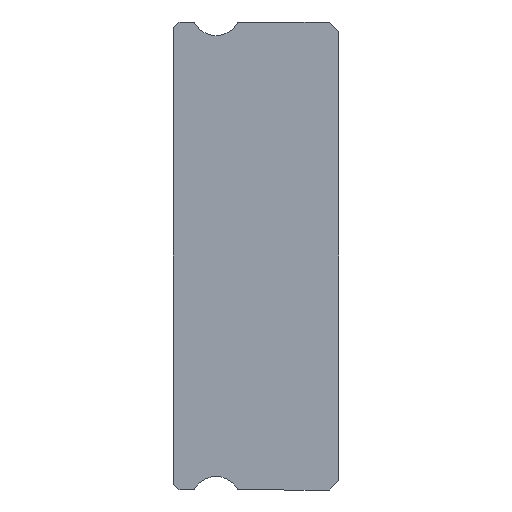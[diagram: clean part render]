
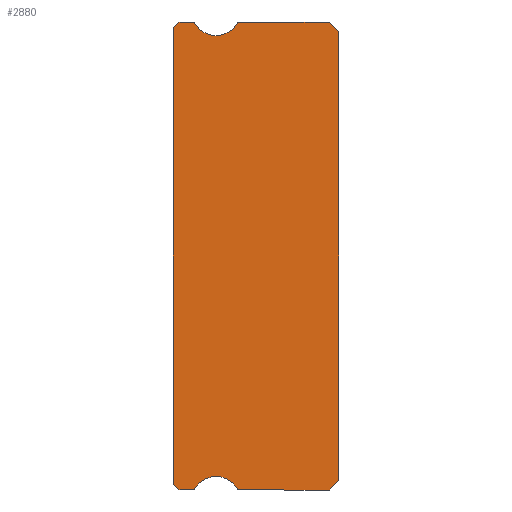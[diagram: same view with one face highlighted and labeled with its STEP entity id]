
A CAD part, left-side view. The second image highlights one B-rep face of the part: STEP entity #2880.
In plain terms, the highlighted planar face has unit normal (-1, 0, 0).
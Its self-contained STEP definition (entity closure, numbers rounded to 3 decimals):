
#8 = DIRECTION ( 'NONE',  ( 1., 0., 0. ) ) ;
#15 = ORIENTED_EDGE ( 'NONE', *, *, #4492, .F. ) ;
#94 = DIRECTION ( 'NONE',  ( 0., 0., 1. ) ) ;
#109 = CARTESIAN_POINT ( 'NONE',  ( -10., 5.217, -11.925 ) ) ;
#145 = DIRECTION ( 'NONE',  ( 0., 0., -1. ) ) ;
#158 = EDGE_CURVE ( 'NONE', #4469, #4675, #1971, .T. ) ;
#159 = ORIENTED_EDGE ( 'NONE', *, *, #2450, .F. ) ;
#211 = CARTESIAN_POINT ( 'NONE',  ( -10., 8.5, -11.7 ) ) ;
#223 = CARTESIAN_POINT ( 'NONE',  ( -10., 7.512, 11.85 ) ) ;
#244 = CIRCLE ( 'NONE', #2951, 0.15 ) ;
#282 = EDGE_CURVE ( 'NONE', #2111, #3049, #3470, .T. ) ;
#311 = EDGE_CURVE ( 'NONE', #2175, #4467, #934, .T. ) ;
#318 = VECTOR ( 'NONE', #3490, 1000. ) ;
#348 = ORIENTED_EDGE ( 'NONE', *, *, #4658, .T. ) ;
#407 = CARTESIAN_POINT ( 'NONE',  ( -10., 8.5, 11.7 ) ) ;
#464 = CARTESIAN_POINT ( 'NONE',  ( -10., 0., 11.5 ) ) ;
#477 = CIRCLE ( 'NONE', #1452, 0.15 ) ;
#486 = DIRECTION ( 'NONE',  ( 1., 0., 0. ) ) ;
#510 = CIRCLE ( 'NONE', #3139, 1.25 ) ;
#600 = EDGE_CURVE ( 'NONE', #2966, #2111, #477, .T. ) ;
#607 = EDGE_CURVE ( 'NONE', #670, #2966, #3798, .T. ) ;
#670 = VERTEX_POINT ( 'NONE', #4408 ) ;
#672 = CARTESIAN_POINT ( 'NONE',  ( -10., 8.2, -12. ) ) ;
#694 = CARTESIAN_POINT ( 'NONE',  ( -10., 8.2, -12. ) ) ;
#710 = EDGE_CURVE ( 'NONE', #1347, #4096, #244, .T. ) ;
#728 = VERTEX_POINT ( 'NONE', #928 ) ;
#762 = LINE ( 'NONE', #2125, #3817 ) ;
#779 = VERTEX_POINT ( 'NONE', #3867 ) ;
#799 = VECTOR ( 'NONE', #4637, 1000. ) ;
#810 = DIRECTION ( 'NONE',  ( 0., 0., -1. ) ) ;
#878 = CARTESIAN_POINT ( 'NONE',  ( -10., 6.3, 12.55 ) ) ;
#887 = ORIENTED_EDGE ( 'NONE', *, *, #282, .F. ) ;
#910 = LINE ( 'NONE', #407, #3207 ) ;
#918 = VECTOR ( 'NONE', #1315, 1000. ) ;
#919 = ORIENTED_EDGE ( 'NONE', *, *, #1733, .F. ) ;
#928 = CARTESIAN_POINT ( 'NONE',  ( -10., 7.383, 11.925 ) ) ;
#934 = LINE ( 'NONE', #672, #918 ) ;
#980 = LINE ( 'NONE', #4250, #1911 ) ;
#1042 = AXIS2_PLACEMENT_3D ( 'NONE', #223, #3540, #3176 ) ;
#1098 = CARTESIAN_POINT ( 'NONE',  ( -10., 0.5, -12. ) ) ;
#1122 = ORIENTED_EDGE ( 'NONE', *, *, #2346, .T. ) ;
#1149 = LINE ( 'NONE', #2135, #2757 ) ;
#1273 = LINE ( 'NONE', #2989, #4565 ) ;
#1311 = CARTESIAN_POINT ( 'NONE',  ( -10., 7.512, -11.85 ) ) ;
#1315 = DIRECTION ( 'NONE',  ( 0., -0.707, -0.707 ) ) ;
#1347 = VERTEX_POINT ( 'NONE', #2918 ) ;
#1348 = LINE ( 'NONE', #3190, #799 ) ;
#1349 = CIRCLE ( 'NONE', #4672, 0.15 ) ;
#1380 = CARTESIAN_POINT ( 'NONE',  ( -10., 7.512, 12. ) ) ;
#1397 = AXIS2_PLACEMENT_3D ( 'NONE', #2151, #3615, #2197 ) ;
#1439 = EDGE_CURVE ( 'NONE', #2702, #4239, #1273, .T. ) ;
#1447 = DIRECTION ( 'NONE',  ( 0., 0., -1. ) ) ;
#1452 = AXIS2_PLACEMENT_3D ( 'NONE', #2309, #486, #810 ) ;
#1542 = VECTOR ( 'NONE', #94, 1000. ) ;
#1576 = EDGE_CURVE ( 'NONE', #2175, #779, #980, .T. ) ;
#1586 = CARTESIAN_POINT ( 'NONE',  ( -10., 5.088, -12. ) ) ;
#1658 = DIRECTION ( 'NONE',  ( 1., 0., 0. ) ) ;
#1682 = CARTESIAN_POINT ( 'NONE',  ( -10., 7.512, 11.85 ) ) ;
#1707 = CIRCLE ( 'NONE', #1397, 1.25 ) ;
#1733 = EDGE_CURVE ( 'NONE', #728, #670, #1707, .T. ) ;
#1773 = CARTESIAN_POINT ( 'NONE',  ( -10., 7.512, -12. ) ) ;
#1777 = CARTESIAN_POINT ( 'NONE',  ( -10., 5.217, 11.925 ) ) ;
#1782 = DIRECTION ( 'NONE',  ( 0., -0.707, -0.707 ) ) ;
#1806 = ORIENTED_EDGE ( 'NONE', *, *, #3371, .F. ) ;
#1884 = DIRECTION ( 'NONE',  ( 0., 0.707, -0.707 ) ) ;
#1911 = VECTOR ( 'NONE', #4301, 1000. ) ;
#1945 = LINE ( 'NONE', #464, #1542 ) ;
#1971 = LINE ( 'NONE', #2316, #4468 ) ;
#1977 = AXIS2_PLACEMENT_3D ( 'NONE', #878, #4432, #145 ) ;
#1995 = DIRECTION ( 'NONE',  ( 0., 1., 0. ) ) ;
#2069 = EDGE_CURVE ( 'NONE', #3056, #1347, #510, .T. ) ;
#2111 = VERTEX_POINT ( 'NONE', #4123 ) ;
#2125 = CARTESIAN_POINT ( 'NONE',  ( -10., 0.5, 12. ) ) ;
#2135 = CARTESIAN_POINT ( 'NONE',  ( -10., 0., -11.5 ) ) ;
#2151 = CARTESIAN_POINT ( 'NONE',  ( -10., 6.3, 12.55 ) ) ;
#2157 = ORIENTED_EDGE ( 'NONE', *, *, #607, .F. ) ;
#2161 = ORIENTED_EDGE ( 'NONE', *, *, #1576, .F. ) ;
#2175 = VERTEX_POINT ( 'NONE', #211 ) ;
#2197 = DIRECTION ( 'NONE',  ( 0., 0., -1. ) ) ;
#2224 = PLANE ( 'NONE',  #1042 ) ;
#2309 = CARTESIAN_POINT ( 'NONE',  ( -10., 5.088, 11.85 ) ) ;
#2316 = CARTESIAN_POINT ( 'NONE',  ( -10., 7.512, -12. ) ) ;
#2346 = EDGE_CURVE ( 'NONE', #4467, #4096, #1348, .T. ) ;
#2381 = DIRECTION ( 'NONE',  ( 1., 0., 0. ) ) ;
#2450 = EDGE_CURVE ( 'NONE', #2517, #4469, #1149, .T. ) ;
#2517 = VERTEX_POINT ( 'NONE', #2655 ) ;
#2560 = CARTESIAN_POINT ( 'NONE',  ( -10., 7.512, 12. ) ) ;
#2621 = CIRCLE ( 'NONE', #2848, 0.15 ) ;
#2655 = CARTESIAN_POINT ( 'NONE',  ( -10., 0., -11.5 ) ) ;
#2702 = VERTEX_POINT ( 'NONE', #2560 ) ;
#2757 = VECTOR ( 'NONE', #1884, 1000. ) ;
#2848 = AXIS2_PLACEMENT_3D ( 'NONE', #3252, #8, #1447 ) ;
#2880 = ADVANCED_FACE ( 'NONE', ( #3419 ), #2224, .F. ) ;
#2917 = ORIENTED_EDGE ( 'NONE', *, *, #2069, .F. ) ;
#2918 = CARTESIAN_POINT ( 'NONE',  ( -10., 7.383, -11.925 ) ) ;
#2943 = ORIENTED_EDGE ( 'NONE', *, *, #710, .F. ) ;
#2951 = AXIS2_PLACEMENT_3D ( 'NONE', #1311, #1658, #4177 ) ;
#2966 = VERTEX_POINT ( 'NONE', #1777 ) ;
#2989 = CARTESIAN_POINT ( 'NONE',  ( -10., 8.2, 12. ) ) ;
#2994 = CARTESIAN_POINT ( 'NONE',  ( -10., 0.5, 12. ) ) ;
#3011 = DIRECTION ( 'NONE',  ( 0., 0.707, -0.707 ) ) ;
#3037 = CARTESIAN_POINT ( 'NONE',  ( -10., 8.2, 12. ) ) ;
#3049 = VERTEX_POINT ( 'NONE', #2994 ) ;
#3056 = VERTEX_POINT ( 'NONE', #109 ) ;
#3139 = AXIS2_PLACEMENT_3D ( 'NONE', #4624, #3868, #4269 ) ;
#3176 = DIRECTION ( 'NONE',  ( 0., 0., -1. ) ) ;
#3190 = CARTESIAN_POINT ( 'NONE',  ( -10., 7.512, -12. ) ) ;
#3207 = VECTOR ( 'NONE', #3011, 1000. ) ;
#3252 = CARTESIAN_POINT ( 'NONE',  ( -10., 5.088, -11.85 ) ) ;
#3264 = ORIENTED_EDGE ( 'NONE', *, *, #158, .F. ) ;
#3361 = EDGE_LOOP ( 'NONE', ( #2161, #4037, #1122, #2943, #2917, #1806, #3264, #159, #348, #15, #887, #4365, #2157, #919, #3471, #4330, #3786 ) ) ;
#3371 = EDGE_CURVE ( 'NONE', #4675, #3056, #2621, .T. ) ;
#3419 = FACE_OUTER_BOUND ( 'NONE', #3361, .T. ) ;
#3447 = VERTEX_POINT ( 'NONE', #4407 ) ;
#3470 = LINE ( 'NONE', #1380, #318 ) ;
#3471 = ORIENTED_EDGE ( 'NONE', *, *, #3533, .F. ) ;
#3490 = DIRECTION ( 'NONE',  ( 0., -1., 0. ) ) ;
#3533 = EDGE_CURVE ( 'NONE', #2702, #728, #1349, .T. ) ;
#3540 = DIRECTION ( 'NONE',  ( 1., 0., 0. ) ) ;
#3615 = DIRECTION ( 'NONE',  ( -1., 0., 0. ) ) ;
#3786 = ORIENTED_EDGE ( 'NONE', *, *, #4169, .T. ) ;
#3798 = CIRCLE ( 'NONE', #1977, 1.25 ) ;
#3817 = VECTOR ( 'NONE', #1782, 1000. ) ;
#3867 = CARTESIAN_POINT ( 'NONE',  ( -10., 8.5, 11.7 ) ) ;
#3868 = DIRECTION ( 'NONE',  ( -1., 0., 0. ) ) ;
#3892 = DIRECTION ( 'NONE',  ( 0., 0., -1. ) ) ;
#4037 = ORIENTED_EDGE ( 'NONE', *, *, #311, .T. ) ;
#4096 = VERTEX_POINT ( 'NONE', #1773 ) ;
#4115 = DIRECTION ( 'NONE',  ( 0., 1., 0. ) ) ;
#4123 = CARTESIAN_POINT ( 'NONE',  ( -10., 5.088, 12. ) ) ;
#4169 = EDGE_CURVE ( 'NONE', #4239, #779, #910, .T. ) ;
#4177 = DIRECTION ( 'NONE',  ( 0., 0., -1. ) ) ;
#4239 = VERTEX_POINT ( 'NONE', #3037 ) ;
#4250 = CARTESIAN_POINT ( 'NONE',  ( -10., 8.5, 11.85 ) ) ;
#4269 = DIRECTION ( 'NONE',  ( 0., 0., -1. ) ) ;
#4301 = DIRECTION ( 'NONE',  ( 0., 0., 1. ) ) ;
#4330 = ORIENTED_EDGE ( 'NONE', *, *, #1439, .T. ) ;
#4365 = ORIENTED_EDGE ( 'NONE', *, *, #600, .F. ) ;
#4407 = CARTESIAN_POINT ( 'NONE',  ( -10., 0., 11.5 ) ) ;
#4408 = CARTESIAN_POINT ( 'NONE',  ( -10., 6.3, 11.3 ) ) ;
#4432 = DIRECTION ( 'NONE',  ( -1., 0., 0. ) ) ;
#4467 = VERTEX_POINT ( 'NONE', #694 ) ;
#4468 = VECTOR ( 'NONE', #1995, 1000. ) ;
#4469 = VERTEX_POINT ( 'NONE', #1098 ) ;
#4492 = EDGE_CURVE ( 'NONE', #3049, #3447, #762, .T. ) ;
#4565 = VECTOR ( 'NONE', #4115, 1000. ) ;
#4624 = CARTESIAN_POINT ( 'NONE',  ( -10., 6.3, -12.55 ) ) ;
#4637 = DIRECTION ( 'NONE',  ( 0., -1., 0. ) ) ;
#4658 = EDGE_CURVE ( 'NONE', #2517, #3447, #1945, .T. ) ;
#4672 = AXIS2_PLACEMENT_3D ( 'NONE', #1682, #2381, #3892 ) ;
#4675 = VERTEX_POINT ( 'NONE', #1586 ) ;
